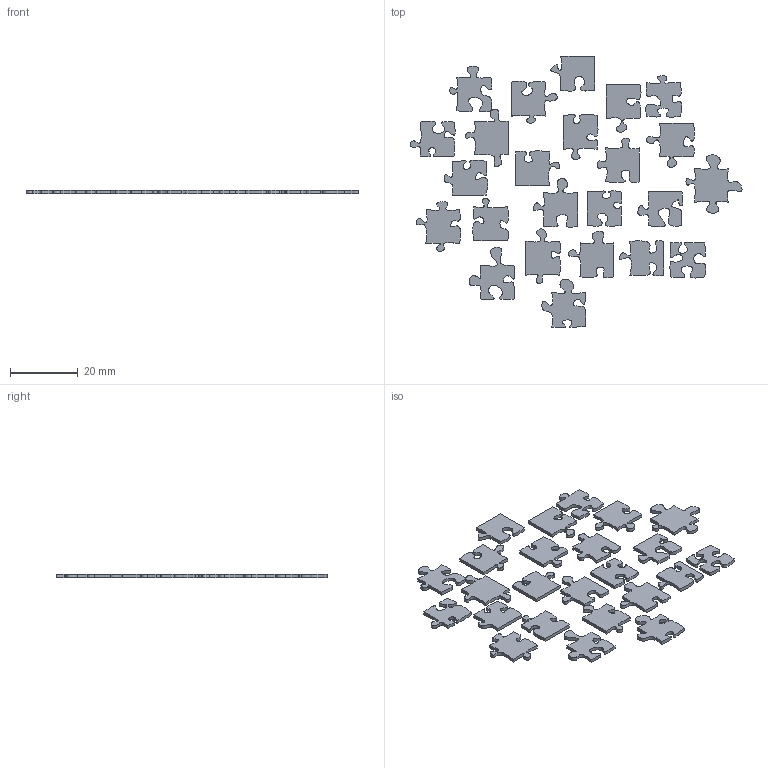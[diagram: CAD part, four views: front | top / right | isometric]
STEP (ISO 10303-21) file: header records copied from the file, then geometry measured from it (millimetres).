
FILE_DESCRIPTION(('HOOPS Exchange Step'),'2;1');
FILE_NAME('temp_export','2024-07-12T09:27:41+08:00',('sharma21'),('Shapr3D Limited'),'HOOPS Exchange 2024.2','Shapr3D','Authorized');
FILE_SCHEMA( ('AUTOMOTIVE_DESIGN { 1 0 10303 214 1 1 1 1 }') );
Length unit declared in the file: millimetre
Products named in the file (1): root
Bounding box: 97.76 x 79.95 x 1 mm (x, y, z)
Volume: 2387.8 mm3; surface area: 6264.9 mm2
Topology: 24 solids, 24 shells, 145 faces, 291 edges, 194 vertices
Faces by surface type: bspline 78, plane 67
Entity records: 5212 total; most frequent: CARTESIAN_POINT 2707, ORIENTED_EDGE 582, EDGE_CURVE 291, DIRECTION 269, VERTEX_POINT 194, B_SPLINE_CURVE_WITH_KNOTS 158, EDGE_LOOP 145, FACE_BOUND 145
